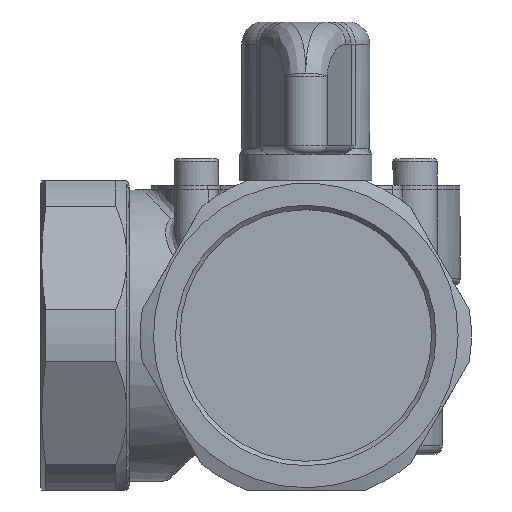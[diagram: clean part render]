
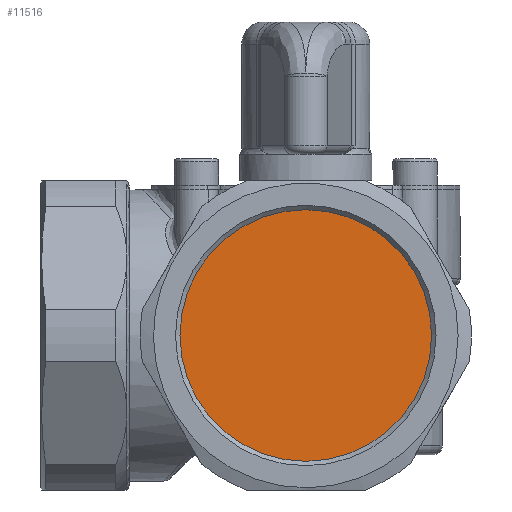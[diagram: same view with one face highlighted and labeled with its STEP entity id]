
A CAD part, left-side view. The second image highlights one B-rep face of the part: STEP entity #11516.
In plain terms, the highlighted planar face has unit normal (-1, 0, 0).
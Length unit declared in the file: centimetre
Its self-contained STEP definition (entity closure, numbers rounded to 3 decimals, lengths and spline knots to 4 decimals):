
#982=PLANE('',#12284);
#1620=FACE_OUTER_BOUND('',#2304,.T.);
#2304=EDGE_LOOP('',(#9656));
#4237=CIRCLE('',#12281,2.85);
#5229=VERTEX_POINT('',#20829);
#6747=EDGE_CURVE('',#5229,#5229,#4237,.T.);
#9656=ORIENTED_EDGE('',*,*,#6747,.T.);
#11516=ADVANCED_FACE('',(#1620),#982,.F.);
#12281=AXIS2_PLACEMENT_3D('',#20830,#14420,#14421);
#12284=AXIS2_PLACEMENT_3D('',#20834,#14426,#14427);
#14420=DIRECTION('center_axis',(-1.,0.,0.));
#14421=DIRECTION('ref_axis',(0.,0.,1.));
#14426=DIRECTION('center_axis',(1.,0.,0.));
#14427=DIRECTION('ref_axis',(0.,0.,1.));
#20829=CARTESIAN_POINT('',(-3.4,0.,-2.85));
#20830=CARTESIAN_POINT('Origin',(-3.4,0.,0.));
#20834=CARTESIAN_POINT('Origin',(-3.4,0.,0.));
